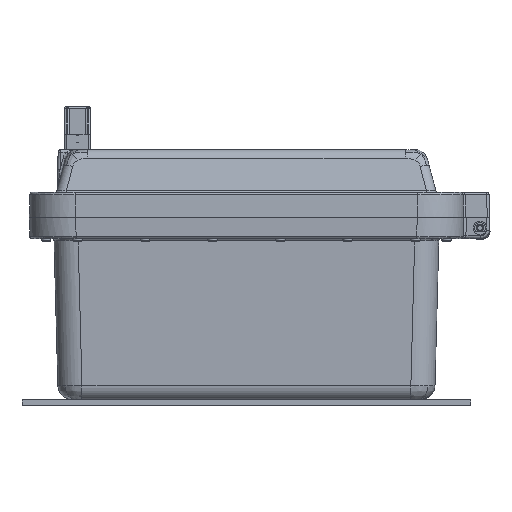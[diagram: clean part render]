
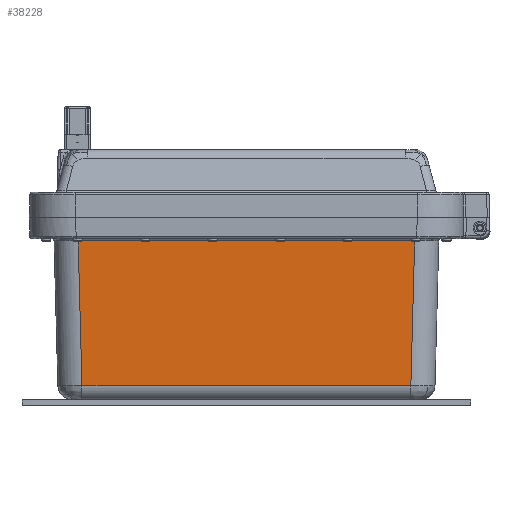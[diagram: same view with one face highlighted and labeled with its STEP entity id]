
A CAD part, front view. The second image highlights one B-rep face of the part: STEP entity #38228.
In plain terms, the highlighted planar face has unit normal (0, -1, -0.026).
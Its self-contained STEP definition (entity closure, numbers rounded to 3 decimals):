
#36993=CARTESIAN_POINT('',(-174.305,-299.296,-24.435));
#36994=VERTEX_POINT('',#36993);
#37280=CARTESIAN_POINT('',(-170.378,-295.369,-174.393));
#37281=VERTEX_POINT('',#37280);
#38193=CARTESIAN_POINT('',(199.36,-299.36,-22.));
#38194=DIRECTION('',(0.,-1.,-0.026));
#38195=DIRECTION('',(0.0,0.026,-1.));
#38196=AXIS2_PLACEMENT_3D('',#38193,#38194,#38195);
#38197=PLANE('',#38196);
#38198=CARTESIAN_POINT('',(170.378,-295.369,-174.393));
#38199=VERTEX_POINT('',#38198);
#38200=CARTESIAN_POINT('',(174.305,-299.296,-24.435));
#38201=VERTEX_POINT('',#38200);
#38202=CARTESIAN_POINT('',(170.378,-295.369,-174.393));
#38203=DIRECTION('',(0.026,-0.026,0.999));
#38204=VECTOR('',#38203,150.061);
#38205=LINE('',#38202,#38204);
#38206=EDGE_CURVE('',#38199,#38201,#38205,.T.);
#38207=ORIENTED_EDGE('',*,*,#38206,.T.);
#38208=CARTESIAN_POINT('',(174.305,-299.296,-24.435));
#38209=DIRECTION('',(-1.0,0.0,0.0));
#38210=VECTOR('',#38209,348.61);
#38211=LINE('',#38208,#38210);
#38212=EDGE_CURVE('',#38201,#36994,#38211,.T.);
#38213=ORIENTED_EDGE('',*,*,#38212,.T.);
#38214=CARTESIAN_POINT('',(-174.305,-299.296,-24.435));
#38215=DIRECTION('',(0.026,0.026,-0.999));
#38216=VECTOR('',#38215,150.061);
#38217=LINE('',#38214,#38216);
#38218=EDGE_CURVE('',#36994,#37281,#38217,.T.);
#38219=ORIENTED_EDGE('',*,*,#38218,.T.);
#38220=CARTESIAN_POINT('',(-170.378,-295.369,-174.393));
#38221=DIRECTION('',(1.0,0.0,0.0));
#38222=VECTOR('',#38221,340.756);
#38223=LINE('',#38220,#38222);
#38224=EDGE_CURVE('',#37281,#38199,#38223,.T.);
#38225=ORIENTED_EDGE('',*,*,#38224,.T.);
#38226=EDGE_LOOP('',(#38207,#38213,#38219,#38225));
#38227=FACE_OUTER_BOUND('',#38226,.T.);
#38228=ADVANCED_FACE('',(#38227),#38197,.T.);
